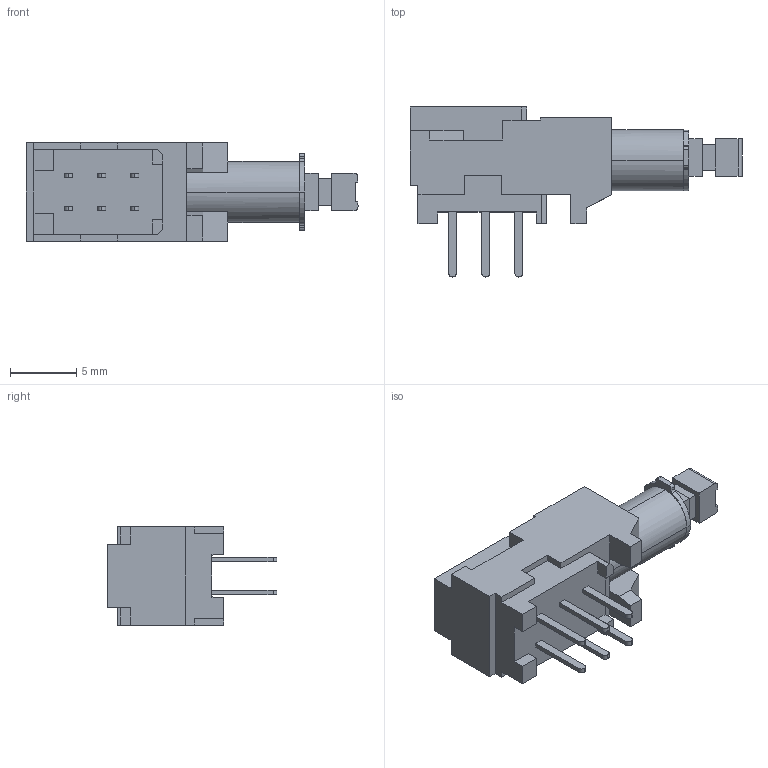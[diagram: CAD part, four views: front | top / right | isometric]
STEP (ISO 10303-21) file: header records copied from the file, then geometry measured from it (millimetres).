
FILE_DESCRIPTION (( 'STEP AP214' ), '1' );
FILE_NAME ('SPUJ191500.STEP', '2011-06-01T03:59:26', ( '' ), ( '' ), 'SwSTEP 2.0', 'SolidWorks 2007', '' );
FILE_SCHEMA (( 'AUTOMOTIVE_DESIGN' ));
Length unit declared in the file: millimetre
Products named in the file (1): SPUJ191500
Bounding box: 25 x 12.8 x 7.4 mm (x, y, z)
Volume: 877.5 mm3; surface area: 804.9 mm2
Topology: 1 solids, 1 shells, 158 faces, 429 edges, 281 vertices
Faces by surface type: plane 124, cylinder 34
Entity records: 6688 total; most frequent: CARTESIAN_POINT 869, ORIENTED_EDGE 858, DIRECTION 821, EDGE_CURVE 429, VECTOR 355, LINE 355, VERTEX_POINT 281, AXIS2_PLACEMENT_3D 233
